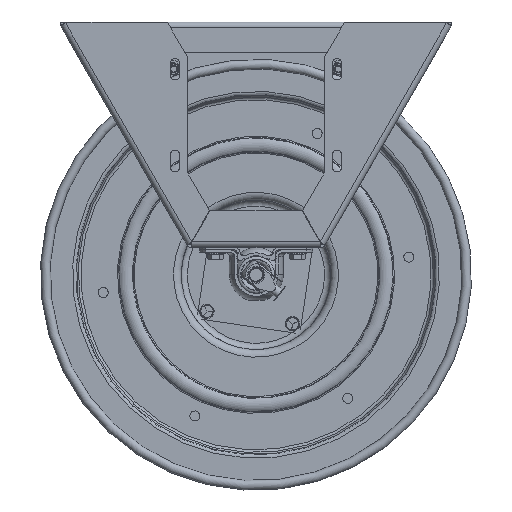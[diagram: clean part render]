
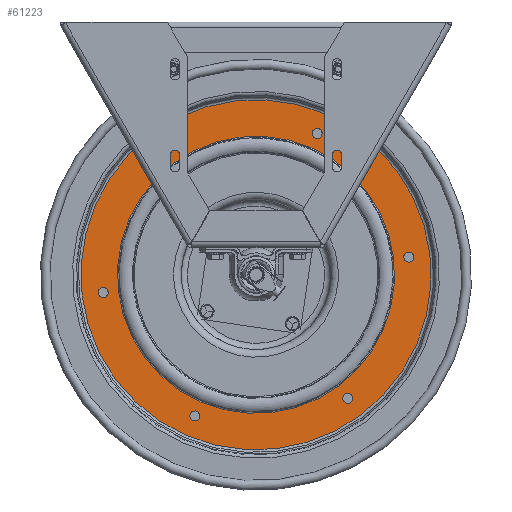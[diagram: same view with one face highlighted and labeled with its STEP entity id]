
A CAD part, front view. The second image highlights one B-rep face of the part: STEP entity #61223.
In plain terms, the highlighted planar face has unit normal (0, -1, 0).
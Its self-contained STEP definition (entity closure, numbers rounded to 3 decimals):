
#1572=FACE_BOUND('',#6746,.T.);
#1573=FACE_BOUND('',#6747,.T.);
#1574=FACE_BOUND('',#6748,.T.);
#1575=FACE_BOUND('',#6749,.T.);
#1576=FACE_BOUND('',#6750,.T.);
#1577=FACE_BOUND('',#6751,.T.);
#1578=FACE_BOUND('',#6752,.T.);
#2100=PLANE('',#64831);
#3681=FACE_OUTER_BOUND('',#6745,.T.);
#6745=EDGE_LOOP('',(#45010,#45011));
#6746=EDGE_LOOP('',(#45012,#45013));
#6747=EDGE_LOOP('',(#45014));
#6748=EDGE_LOOP('',(#45015));
#6749=EDGE_LOOP('',(#45016));
#6750=EDGE_LOOP('',(#45017));
#6751=EDGE_LOOP('',(#45018));
#6752=EDGE_LOOP('',(#45019));
#20159=CIRCLE('',#64828,5.667);
#20161=CIRCLE('',#64830,5.667);
#20162=CIRCLE('',#64832,7.159);
#20163=CIRCLE('',#64833,7.159);
#20164=CIRCLE('',#64834,0.205);
#20165=CIRCLE('',#64835,0.205);
#20166=CIRCLE('',#64836,0.205);
#20167=CIRCLE('',#64837,0.205);
#20168=CIRCLE('',#64838,0.205);
#20169=CIRCLE('',#64839,0.205);
#25123=VERTEX_POINT('',#103082);
#25124=VERTEX_POINT('',#103083);
#25125=VERTEX_POINT('',#103088);
#25126=VERTEX_POINT('',#103089);
#25127=VERTEX_POINT('',#103092);
#25128=VERTEX_POINT('',#103094);
#25129=VERTEX_POINT('',#103096);
#25130=VERTEX_POINT('',#103098);
#25131=VERTEX_POINT('',#103100);
#25132=VERTEX_POINT('',#103102);
#33144=EDGE_CURVE('',#25123,#25124,#20159,.T.);
#33146=EDGE_CURVE('',#25124,#25123,#20161,.T.);
#33147=EDGE_CURVE('',#25125,#25126,#20162,.T.);
#33148=EDGE_CURVE('',#25126,#25125,#20163,.T.);
#33149=EDGE_CURVE('',#25127,#25127,#20164,.T.);
#33150=EDGE_CURVE('',#25128,#25128,#20165,.T.);
#33151=EDGE_CURVE('',#25129,#25129,#20166,.T.);
#33152=EDGE_CURVE('',#25130,#25130,#20167,.T.);
#33153=EDGE_CURVE('',#25131,#25131,#20168,.T.);
#33154=EDGE_CURVE('',#25132,#25132,#20169,.T.);
#45010=ORIENTED_EDGE('',*,*,#33147,.T.);
#45011=ORIENTED_EDGE('',*,*,#33148,.T.);
#45012=ORIENTED_EDGE('',*,*,#33144,.F.);
#45013=ORIENTED_EDGE('',*,*,#33146,.F.);
#45014=ORIENTED_EDGE('',*,*,#33149,.T.);
#45015=ORIENTED_EDGE('',*,*,#33150,.T.);
#45016=ORIENTED_EDGE('',*,*,#33151,.T.);
#45017=ORIENTED_EDGE('',*,*,#33152,.T.);
#45018=ORIENTED_EDGE('',*,*,#33153,.T.);
#45019=ORIENTED_EDGE('',*,*,#33154,.T.);
#61223=ADVANCED_FACE('',(#3681,#1572,#1573,#1574,#1575,#1576,#1577,#1578),
#2100,.T.);
#64828=AXIS2_PLACEMENT_3D('',#103084,#73289,#73290);
#64830=AXIS2_PLACEMENT_3D('',#103086,#73293,#73294);
#64831=AXIS2_PLACEMENT_3D('',#103087,#73295,#73296);
#64832=AXIS2_PLACEMENT_3D('',#103090,#73297,#73298);
#64833=AXIS2_PLACEMENT_3D('',#103091,#73299,#73300);
#64834=AXIS2_PLACEMENT_3D('',#103093,#73301,#73302);
#64835=AXIS2_PLACEMENT_3D('',#103095,#73303,#73304);
#64836=AXIS2_PLACEMENT_3D('',#103097,#73305,#73306);
#64837=AXIS2_PLACEMENT_3D('',#103099,#73307,#73308);
#64838=AXIS2_PLACEMENT_3D('',#103101,#73309,#73310);
#64839=AXIS2_PLACEMENT_3D('',#103103,#73311,#73312);
#73289=DIRECTION('center_axis',(0.,-1.,0.));
#73290=DIRECTION('ref_axis',(0.803,0.,0.597));
#73293=DIRECTION('center_axis',(0.,-1.,0.));
#73294=DIRECTION('ref_axis',(0.803,0.,0.597));
#73295=DIRECTION('center_axis',(0.,-1.,0.));
#73296=DIRECTION('ref_axis',(0.597,0.,-0.803));
#73297=DIRECTION('center_axis',(0.,-1.,0.));
#73298=DIRECTION('ref_axis',(0.803,0.,0.597));
#73299=DIRECTION('center_axis',(0.,-1.,0.));
#73300=DIRECTION('ref_axis',(0.803,0.,0.597));
#73301=DIRECTION('center_axis',(0.,1.,0.));
#73302=DIRECTION('ref_axis',(-0.803,0.,-0.597));
#73303=DIRECTION('center_axis',(0.,1.,0.));
#73304=DIRECTION('ref_axis',(-0.918,0.,0.397));
#73305=DIRECTION('center_axis',(0.,1.,0.));
#73306=DIRECTION('ref_axis',(-0.115,0.,0.993));
#73307=DIRECTION('center_axis',(0.,1.,0.));
#73308=DIRECTION('ref_axis',(0.803,0.,0.597));
#73309=DIRECTION('center_axis',(0.,1.,0.));
#73310=DIRECTION('ref_axis',(0.918,0.,-0.397));
#73311=DIRECTION('center_axis',(0.,1.,0.));
#73312=DIRECTION('ref_axis',(0.115,0.,-0.993));
#103082=CARTESIAN_POINT('',(4.548,-4.153,3.371));
#103083=CARTESIAN_POINT('',(-3.381,-4.153,4.538));
#103084=CARTESIAN_POINT('Origin',(0.,-4.153,
-0.01));
#103086=CARTESIAN_POINT('Origin',(0.,-4.153,
-0.01));
#103087=CARTESIAN_POINT('Origin',(5.147,-4.153,3.816));
#103088=CARTESIAN_POINT('',(5.746,-4.153,4.261));
#103089=CARTESIAN_POINT('',(-4.271,-4.153,5.736));
#103090=CARTESIAN_POINT('Origin',(0.,-4.153,
-0.01));
#103091=CARTESIAN_POINT('Origin',(0.,-4.153,
-0.01));
#103092=CARTESIAN_POINT('',(-3.588,-4.153,5.161));
#103093=CARTESIAN_POINT('Origin',(-3.752,-4.153,5.038));
#103094=CARTESIAN_POINT('',(2.684,-4.153,5.682));
#103095=CARTESIAN_POINT('Origin',(2.496,-4.153,5.764));
#103096=CARTESIAN_POINT('',(6.272,-4.153,0.512));
#103097=CARTESIAN_POINT('Origin',(6.248,-4.153,0.715));
#103098=CARTESIAN_POINT('',(3.588,-4.153,-5.181));
#103099=CARTESIAN_POINT('Origin',(3.752,-4.153,-5.058));
#103100=CARTESIAN_POINT('',(-2.684,-4.153,-5.702));
#103101=CARTESIAN_POINT('Origin',(-2.496,-4.153,-5.784));
#103102=CARTESIAN_POINT('',(-6.272,-4.153,-0.532));
#103103=CARTESIAN_POINT('Origin',(-6.248,-4.153,-0.735));
